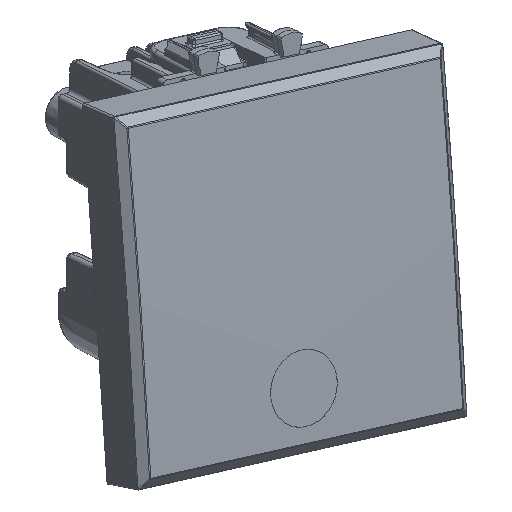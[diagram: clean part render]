
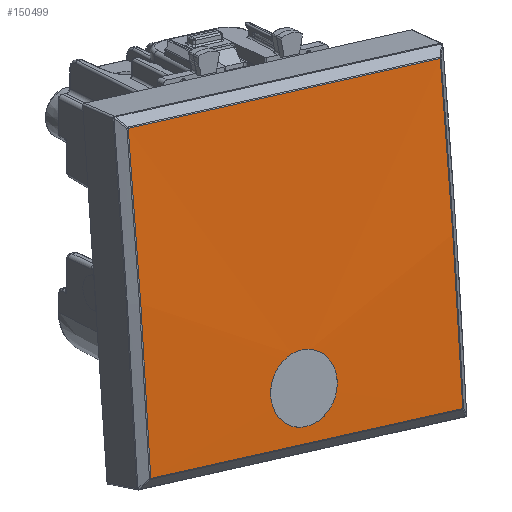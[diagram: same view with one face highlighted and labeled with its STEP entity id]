
A CAD part, top view. The second image highlights one B-rep face of the part: STEP entity #150499.
In plain terms, the highlighted cylindrical face has radius 791.456 mm (diameter 1582.91 mm), a partial arc.
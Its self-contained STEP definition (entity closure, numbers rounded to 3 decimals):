
#148120=CARTESIAN_POINT('Vertex',(-21.128,-20.496,15.335)) ;
#148127=CARTESIAN_POINT('Vertex',(21.128,-20.496,15.335)) ;
#148130=CARTESIAN_POINT('Line Origine',(0.,-20.496,15.335)) ;
#148240=CARTESIAN_POINT('Vertex',(21.128,20.496,15.335)) ;
#148244=CARTESIAN_POINT('Control Point',(21.128,20.496,15.335)) ;
#148245=CARTESIAN_POINT('Control Point',(21.126,12.299,15.547)) ;
#148246=CARTESIAN_POINT('Control Point',(21.125,4.1,15.653)) ;
#148247=CARTESIAN_POINT('Control Point',(21.125,-4.1,15.653)) ;
#148248=CARTESIAN_POINT('Control Point',(21.126,-12.299,15.547)) ;
#148249=CARTESIAN_POINT('Control Point',(21.128,-20.496,15.335)) ;
#148322=CARTESIAN_POINT('Vertex',(-21.128,20.496,15.335)) ;
#148325=CARTESIAN_POINT('Line Origine',(0.,20.496,15.335)) ;
#148387=CARTESIAN_POINT('Control Point',(-21.128,20.496,15.335)) ;
#148388=CARTESIAN_POINT('Control Point',(-21.126,12.434,15.543)) ;
#148389=CARTESIAN_POINT('Control Point',(-21.125,4.37,15.65)) ;
#148390=CARTESIAN_POINT('Control Point',(-21.125,-3.695,15.653)) ;
#148391=CARTESIAN_POINT('Control Point',(-21.126,-11.894,15.552)) ;
#148392=CARTESIAN_POINT('Control Point',(-21.128,-20.091,15.345)) ;
#148393=CARTESIAN_POINT('Control Point',(-21.128,-20.226,15.342)) ;
#148394=CARTESIAN_POINT('Control Point',(-21.128,-20.361,15.338)) ;
#148395=CARTESIAN_POINT('Control Point',(-21.128,-20.496,15.335)) ;
#150452=CARTESIAN_POINT('Axis2P3D Location',(0.,0.,-775.856)) ;
#150464=CARTESIAN_POINT('Control Point',(4.5,-14.,15.476)) ;
#150465=CARTESIAN_POINT('Control Point',(4.5,-15.113,15.456)) ;
#150466=CARTESIAN_POINT('Control Point',(4.156,-16.226,15.435)) ;
#150467=CARTESIAN_POINT('Control Point',(3.466,-17.196,15.414)) ;
#150468=CARTESIAN_POINT('Control Point',(2.059,-18.231,15.39)) ;
#150469=CARTESIAN_POINT('Control Point',(0.397,-18.535,15.383)) ;
#150470=CARTESIAN_POINT('Control Point',(-0.168,-18.549,15.383)) ;
#150471=CARTESIAN_POINT('Control Point',(-1.889,-18.323,15.388)) ;
#150472=CARTESIAN_POINT('Control Point',(-3.38,-17.313,15.411)) ;
#150473=CARTESIAN_POINT('Control Point',(-4.128,-16.316,15.433)) ;
#150474=CARTESIAN_POINT('Control Point',(-4.5,-15.158,15.456)) ;
#150475=CARTESIAN_POINT('Control Point',(-4.5,-14.,15.476)) ;
#150476=CARTESIAN_POINT('Vertex',(4.5,-14.,15.476)) ;
#150478=CARTESIAN_POINT('Vertex',(-4.5,-14.,15.476)) ;
#150482=CARTESIAN_POINT('Control Point',(-4.5,-14.,15.476)) ;
#150483=CARTESIAN_POINT('Control Point',(-4.5,-12.887,15.496)) ;
#150484=CARTESIAN_POINT('Control Point',(-4.156,-11.775,15.514)) ;
#150485=CARTESIAN_POINT('Control Point',(-3.466,-10.804,15.527)) ;
#150486=CARTESIAN_POINT('Control Point',(-2.059,-9.769,15.54)) ;
#150487=CARTESIAN_POINT('Control Point',(-0.397,-9.465,15.543)) ;
#150488=CARTESIAN_POINT('Control Point',(0.168,-9.451,15.544)) ;
#150489=CARTESIAN_POINT('Control Point',(1.889,-9.677,15.541)) ;
#150490=CARTESIAN_POINT('Control Point',(3.38,-10.687,15.528)) ;
#150491=CARTESIAN_POINT('Control Point',(4.128,-11.684,15.515)) ;
#150492=CARTESIAN_POINT('Control Point',(4.5,-12.842,15.497)) ;
#150493=CARTESIAN_POINT('Control Point',(4.5,-14.,15.476)) ;
#148131=DIRECTION('Vector Direction',(1.,0.,0.)) ;
#148326=DIRECTION('Vector Direction',(1.,0.,0.)) ;
#150453=DIRECTION('Axis2P3D Direction',(-1.,0.,0.)) ;
#150454=DIRECTION('Axis2P3D XDirection',(0.,-0.028,1.)) ;
#150455=AXIS2_PLACEMENT_3D('Cylinder Axis2P3D',#150452,#150453,#150454) ;
#150458=ORIENTED_EDGE('',*,*,#148250,.T.) ;
#150459=ORIENTED_EDGE('',*,*,#148329,.T.) ;
#150460=ORIENTED_EDGE('',*,*,#148396,.T.) ;
#150461=ORIENTED_EDGE('',*,*,#148134,.T.) ;
#150496=ORIENTED_EDGE('',*,*,#150480,.T.) ;
#150497=ORIENTED_EDGE('',*,*,#150494,.T.) ;
#150498=FACE_BOUND('',#150495,.T.) ;
#148132=VECTOR('Line Direction',#148131,1.) ;
#148327=VECTOR('Line Direction',#148326,1.) ;
#150499=ADVANCED_FACE('PartBody',(#150462,#150498),#150456,.T.) ;
#148243=B_SPLINE_CURVE_WITH_KNOTS('',5,(#148244,#148245,#148246,#148247,#148248,#148249),.UNSPECIFIED.,.F.,.U.,(6,6),(17.261,88.234),.UNSPECIFIED.) ;
#148386=B_SPLINE_CURVE_WITH_KNOTS('',5,(#148387,#148388,#148389,#148390,#148391,#148392,#148393,#148394,#148395),.UNSPECIFIED.,.F.,.U.,(6,3,6),(17.261,87.065,88.234),.UNSPECIFIED.) ;
#150463=B_SPLINE_CURVE_WITH_KNOTS('',5,(#150464,#150465,#150466,#150467,#150468,#150469,#150470,#150471,#150472,#150473,#150474,#150475),.UNSPECIFIED.,.F.,.U.,(6,3,3,6),(0.,9.638,14.457,24.488),.UNSPECIFIED.) ;
#150481=B_SPLINE_CURVE_WITH_KNOTS('',5,(#150482,#150483,#150484,#150485,#150486,#150487,#150488,#150489,#150490,#150491,#150492,#150493),.UNSPECIFIED.,.F.,.U.,(6,3,3,6),(0.,9.638,14.457,24.487),.UNSPECIFIED.) ;
#150456=CYLINDRICAL_SURFACE('generated cylinder',#150455,791.456) ;
#148134=EDGE_CURVE('',#148121,#148128,#148133,.T.) ;
#148250=EDGE_CURVE('',#148128,#148241,#148243,.F.) ;
#148329=EDGE_CURVE('',#148241,#148323,#148328,.F.) ;
#148396=EDGE_CURVE('',#148323,#148121,#148386,.T.) ;
#150480=EDGE_CURVE('',#150477,#150479,#150463,.T.) ;
#150494=EDGE_CURVE('',#150479,#150477,#150481,.T.) ;
#150457=EDGE_LOOP('',(#150458,#150459,#150460,#150461)) ;
#150495=EDGE_LOOP('',(#150496,#150497)) ;
#150462=FACE_OUTER_BOUND('',#150457,.T.) ;
#148133=LINE('Line',#148130,#148132) ;
#148328=LINE('Line',#148325,#148327) ;
#148121=VERTEX_POINT('',#148120) ;
#148128=VERTEX_POINT('',#148127) ;
#148241=VERTEX_POINT('',#148240) ;
#148323=VERTEX_POINT('',#148322) ;
#150477=VERTEX_POINT('',#150476) ;
#150479=VERTEX_POINT('',#150478) ;
